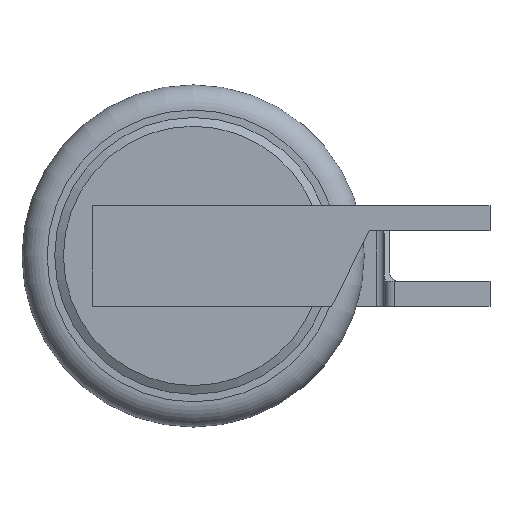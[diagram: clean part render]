
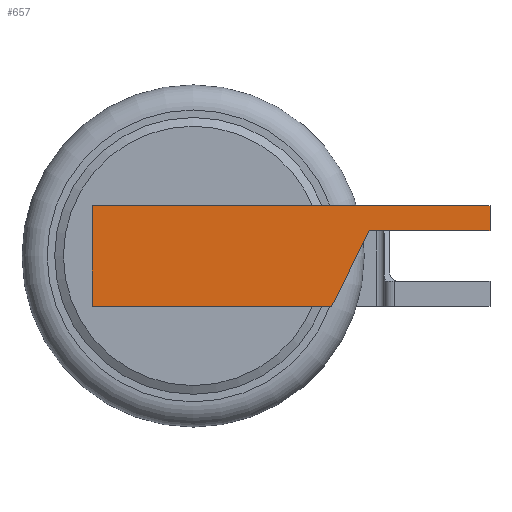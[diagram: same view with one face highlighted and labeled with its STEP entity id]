
A CAD part, top view. The second image highlights one B-rep face of the part: STEP entity #657.
In plain terms, the highlighted planar face has unit normal (0, 0, 1).
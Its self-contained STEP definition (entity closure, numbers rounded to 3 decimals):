
#191=PLANE('',#718);
#217=FACE_OUTER_BOUND('',#248,.T.);
#248=EDGE_LOOP('',(#549,#550,#551,#552,#553,#554));
#271=LINE('',#971,#323);
#274=LINE('',#977,#326);
#278=LINE('',#984,#330);
#282=LINE('',#993,#334);
#284=LINE('',#997,#336);
#285=LINE('',#998,#337);
#323=VECTOR('',#798,10.);
#326=VECTOR('',#803,10.);
#330=VECTOR('',#809,10.);
#334=VECTOR('',#817,10.);
#336=VECTOR('',#821,10.);
#337=VECTOR('',#822,10.);
#398=VERTEX_POINT('',#968);
#399=VERTEX_POINT('',#970);
#401=VERTEX_POINT('',#976);
#403=VERTEX_POINT('',#982);
#406=VERTEX_POINT('',#992);
#407=VERTEX_POINT('',#996);
#448=EDGE_CURVE('',#399,#398,#271,.T.);
#451=EDGE_CURVE('',#401,#399,#274,.T.);
#455=EDGE_CURVE('',#398,#403,#278,.T.);
#459=EDGE_CURVE('',#401,#406,#282,.T.);
#461=EDGE_CURVE('',#407,#403,#284,.T.);
#462=EDGE_CURVE('',#406,#407,#285,.T.);
#549=ORIENTED_EDGE('',*,*,#448,.T.);
#550=ORIENTED_EDGE('',*,*,#455,.T.);
#551=ORIENTED_EDGE('',*,*,#461,.F.);
#552=ORIENTED_EDGE('',*,*,#462,.F.);
#553=ORIENTED_EDGE('',*,*,#459,.F.);
#554=ORIENTED_EDGE('',*,*,#451,.T.);
#657=ADVANCED_FACE('',(#217),#191,.T.);
#718=AXIS2_PLACEMENT_3D('',#995,#819,#820);
#798=DIRECTION('',(1.,0.,0.));
#803=DIRECTION('',(0.447,0.894,0.));
#809=DIRECTION('',(0.,1.,0.));
#817=DIRECTION('',(-1.,0.,0.));
#819=DIRECTION('center_axis',(0.,0.,1.));
#820=DIRECTION('ref_axis',(1.,0.,0.));
#821=DIRECTION('',(1.,0.,0.));
#822=DIRECTION('',(0.,1.,0.));
#968=CARTESIAN_POINT('',(5.9,0.5,0.2));
#970=CARTESIAN_POINT('',(3.5,0.5,0.2));
#971=CARTESIAN_POINT('',(0.75,0.5,0.2));
#976=CARTESIAN_POINT('',(2.75,-1.,0.2));
#977=CARTESIAN_POINT('',(2.475,-1.55,0.2));
#982=CARTESIAN_POINT('',(5.9,1.,0.2));
#984=CARTESIAN_POINT('',(5.9,0.,0.2));
#992=CARTESIAN_POINT('',(-2.,-1.,0.2));
#993=CARTESIAN_POINT('',(-2.,-1.,0.2));
#995=CARTESIAN_POINT('Origin',(-2.,0.,0.2));
#996=CARTESIAN_POINT('',(-2.,1.,0.2));
#997=CARTESIAN_POINT('',(-2.,1.,0.2));
#998=CARTESIAN_POINT('',(-2.,0.,0.2));
